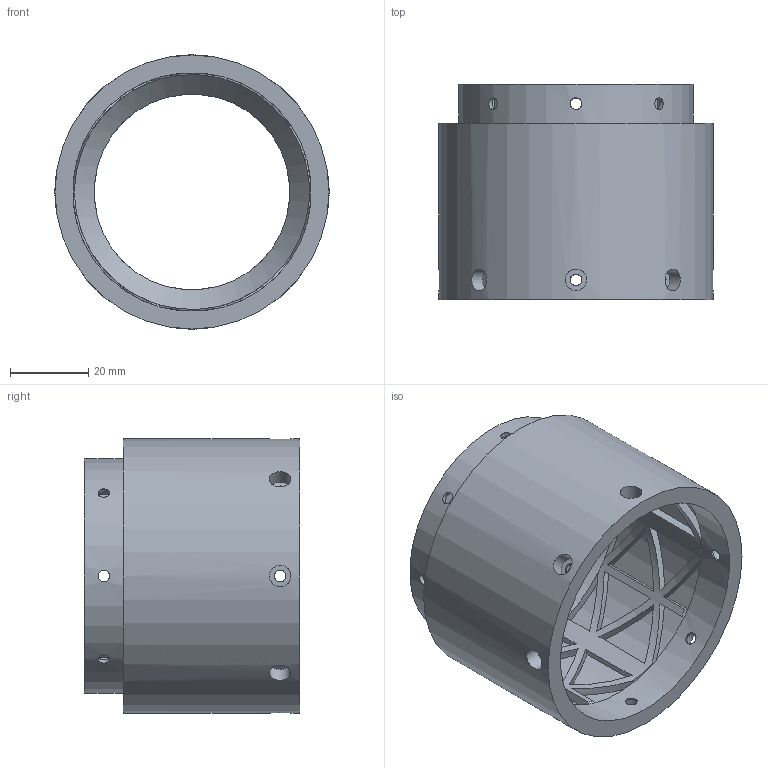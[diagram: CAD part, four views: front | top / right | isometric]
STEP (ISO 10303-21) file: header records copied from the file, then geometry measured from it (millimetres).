
FILE_DESCRIPTION(/* description */ (''),/* implementation_level */ '2;1');
FILE_NAME(/* name */ 'section_fuselage_std v15.step',/* time_stamp */ '2025-06-21T17:36:45+02:00',/* author */ (''),/* organization */ (''),/* preprocessor_version */ 'ST-DEVELOPER v20.1',/* originating_system */ 'Autodesk Translation Framework v14.10.0.0',/* authorisation */ '');
FILE_SCHEMA (('AUTOMOTIVE_DESIGN { 1 0 10303 214 3 1 1 }'));
Length unit declared in the file: millimetre
Products named in the file (1): section_fuselage_std
Bounding box: 70 x 55 x 70 mm (x, y, z)
Volume: 46501.2 mm3; surface area: 30355.3 mm2
Topology: 1 solids, 1 shells, 259 faces, 658 edges, 434 vertices
Faces by surface type: plane 96, bspline 80, cylinder 77, cone 6
Full cylindrical faces by diameter (mm): 3 x24, 5.5 x8, 50 x1, 60 x2, 61 x1, 70 x1
Entity records: 9987 total; most frequent: CARTESIAN_POINT 4211, ORIENTED_EDGE 1316, DIRECTION 884, EDGE_CURVE 658, VERTEX_POINT 434, EDGE_LOOP 342, LINE 298, VECTOR 298
